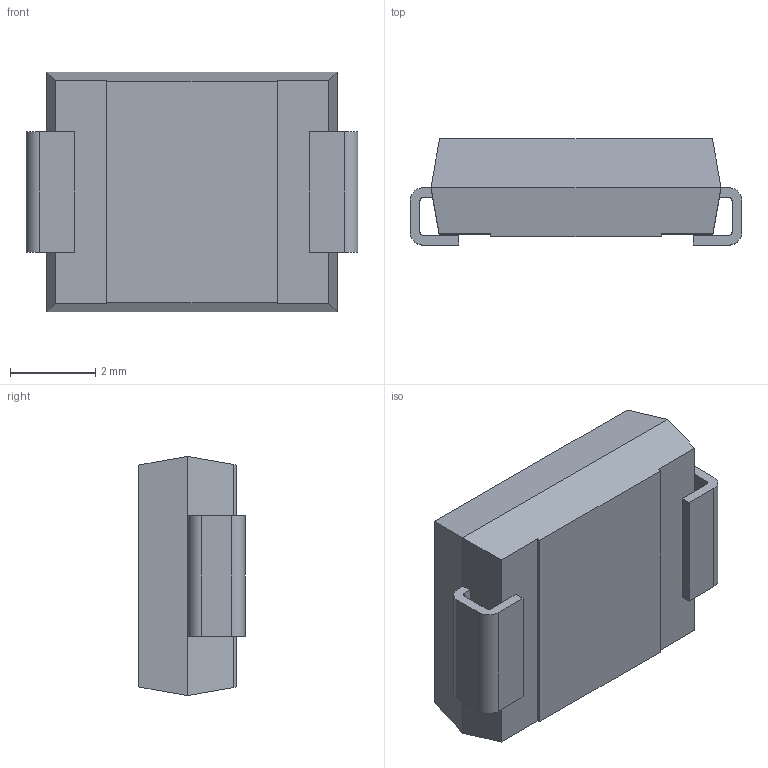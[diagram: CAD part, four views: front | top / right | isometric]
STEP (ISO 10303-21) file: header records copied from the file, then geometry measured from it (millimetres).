
FILE_DESCRIPTION (( 'STEP AP214' ), '1' );
FILE_NAME ('SMCJ15A-13-F.STEP', '2024-05-15T06:27:42', ( '' ), ( '' ), 'SwSTEP 2.0', 'SolidWorks 2024', '' );
FILE_SCHEMA (( 'AUTOMOTIVE_DESIGN' ));
Length unit declared in the file: millimetre
Products named in the file (4): SMBJ58CA-13-F; SMCJ15A-13-F; SMBJ58CA-13-F_1; SMBJ58CA-13-F_2
Assembly tree (3 placements, depth 2):
  SMCJ15A-13-F
    SMBJ58CA-13-F_2
    SMBJ58CA-13-F
    SMBJ58CA-13-F_1
Bounding box: 7.79 x 2.5 x 5.62 mm (x, y, z)
Volume: 84.6 mm3; surface area: 154.5 mm2
Topology: 3 solids, 3 shells, 42 faces, 104 edges, 68 vertices
Faces by surface type: plane 34, cylinder 8
Entity records: 1353 total; most frequent: CARTESIAN_POINT 220, DIRECTION 216, ORIENTED_EDGE 208, EDGE_CURVE 104, LINE 88, VECTOR 88, VERTEX_POINT 68, AXIS2_PLACEMENT_3D 64
